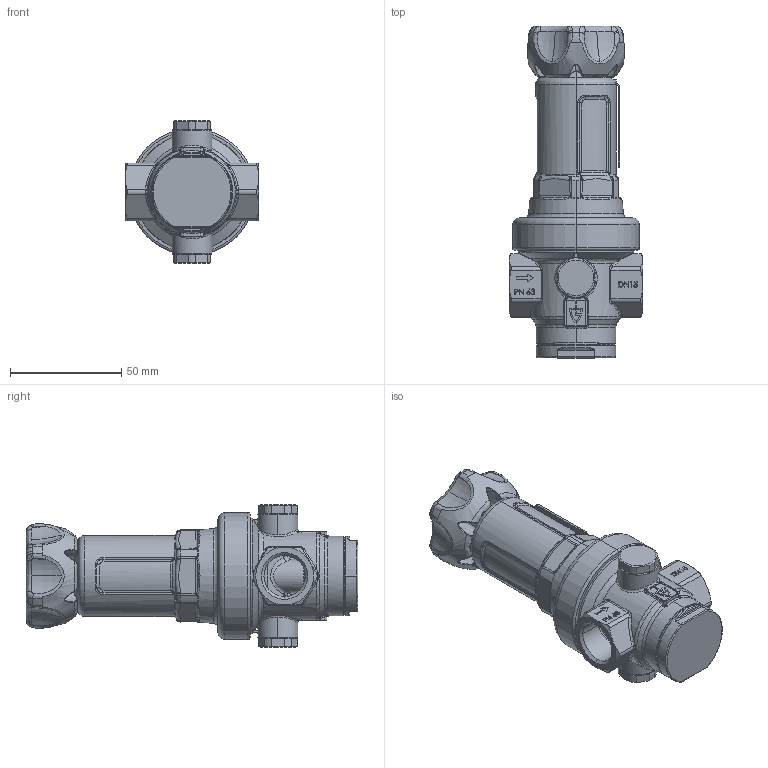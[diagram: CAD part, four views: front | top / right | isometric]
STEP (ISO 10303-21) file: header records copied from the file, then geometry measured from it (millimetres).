
FILE_DESCRIPTION (( 'STEP AP214' ), '1' );
FILE_NAME ('484-15-f+f-15+15.STEP', '2015-11-27T07:29:38', ( '' ), ( '' ), 'SwSTEP 2.0', 'SolidWorks 2014', '' );
FILE_SCHEMA (( 'AUTOMOTIVE_DESIGN' ));
Length unit declared in the file: millimetre
Products named in the file (1): 484-15-f+f-15+15
Bounding box: 60 x 149.4 x 64 mm (x, y, z)
Volume: 118285.8 mm3; surface area: 65605.6 mm2
Topology: 12 solids, 12 shells, 1999 faces, 4953 edges, 2983 vertices
Faces by surface type: bspline 708, plane 538, cylinder 412, cone 161, torus 144, sphere 36
Entity records: 125859 total; most frequent: CARTESIAN_POINT 62452, ORIENTED_EDGE 9774, DIRECTION 6734, EDGE_CURVE 4887, VERTEX_POINT 2983, AXIS2_PLACEMENT_3D 2553, EDGE_LOOP 2098, UNCERTAINTY_MEASURE_WITH_UNIT 2013
